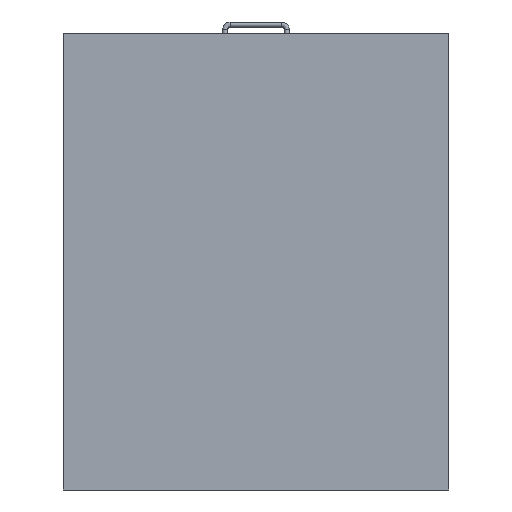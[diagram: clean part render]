
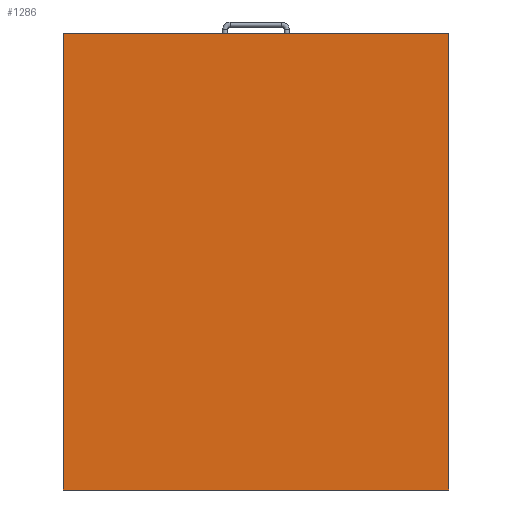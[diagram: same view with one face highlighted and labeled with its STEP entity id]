
A CAD part, front view. The second image highlights one B-rep face of the part: STEP entity #1286.
In plain terms, the highlighted planar face has unit normal (0, -1, 0).
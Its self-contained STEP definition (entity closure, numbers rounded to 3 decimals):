
#591 = CARTESIAN_POINT ( 'NONE',  ( -300., -19., 355. ) ) ;
#699 = LINE ( 'NONE', #5360, #11614 ) ;
#1154 = LINE ( 'NONE', #5519, #3264 ) ;
#1286 = ADVANCED_FACE ( 'NONE', ( #11524 ), #7586, .F. ) ;
#1390 = LINE ( 'NONE', #2495, #6000 ) ;
#1406 = DIRECTION ( 'NONE',  ( 0., 0., -1. ) ) ;
#1634 = AXIS2_PLACEMENT_3D ( 'NONE', #11207, #2788, #5143 ) ;
#1842 = EDGE_CURVE ( 'NONE', #12492, #8771, #1154, .T. ) ;
#2016 = DIRECTION ( 'NONE',  ( 1., 0., 0. ) ) ;
#2378 = CARTESIAN_POINT ( 'NONE',  ( 300., -19., 355. ) ) ;
#2495 = CARTESIAN_POINT ( 'NONE',  ( 300., -19., -355. ) ) ;
#2788 = DIRECTION ( 'NONE',  ( 0., 1., 0. ) ) ;
#2939 = ORIENTED_EDGE ( 'NONE', *, *, #11938, .F. ) ;
#3264 = VECTOR ( 'NONE', #6718, 1000. ) ;
#3468 = VERTEX_POINT ( 'NONE', #12447 ) ;
#3562 = CARTESIAN_POINT ( 'NONE',  ( -300., -19., -355. ) ) ;
#5143 = DIRECTION ( 'NONE',  ( 0., 0., 1. ) ) ;
#5360 = CARTESIAN_POINT ( 'NONE',  ( -300., -19., 355. ) ) ;
#5519 = CARTESIAN_POINT ( 'NONE',  ( -300., -19., -355. ) ) ;
#6000 = VECTOR ( 'NONE', #1406, 1000. ) ;
#6662 = ORIENTED_EDGE ( 'NONE', *, *, #10533, .F. ) ;
#6718 = DIRECTION ( 'NONE',  ( 0., 0., 1. ) ) ;
#6922 = ORIENTED_EDGE ( 'NONE', *, *, #1842, .F. ) ;
#7088 = VECTOR ( 'NONE', #13207, 1000. ) ;
#7159 = CARTESIAN_POINT ( 'NONE',  ( -300., -19., -355. ) ) ;
#7586 = PLANE ( 'NONE',  #1634 ) ;
#7828 = LINE ( 'NONE', #7159, #7088 ) ;
#8771 = VERTEX_POINT ( 'NONE', #591 ) ;
#9054 = VERTEX_POINT ( 'NONE', #2378 ) ;
#9487 = EDGE_LOOP ( 'NONE', ( #6922, #13624, #2939, #6662 ) ) ;
#10533 = EDGE_CURVE ( 'NONE', #8771, #9054, #699, .T. ) ;
#11207 = CARTESIAN_POINT ( 'NONE',  ( 0., -19., 0. ) ) ;
#11524 = FACE_OUTER_BOUND ( 'NONE', #9487, .T. ) ;
#11614 = VECTOR ( 'NONE', #2016, 1000. ) ;
#11938 = EDGE_CURVE ( 'NONE', #9054, #3468, #1390, .T. ) ;
#12101 = EDGE_CURVE ( 'NONE', #3468, #12492, #7828, .T. ) ;
#12447 = CARTESIAN_POINT ( 'NONE',  ( 300., -19., -355. ) ) ;
#12492 = VERTEX_POINT ( 'NONE', #3562 ) ;
#13207 = DIRECTION ( 'NONE',  ( -1., 0., 0. ) ) ;
#13624 = ORIENTED_EDGE ( 'NONE', *, *, #12101, .F. ) ;
